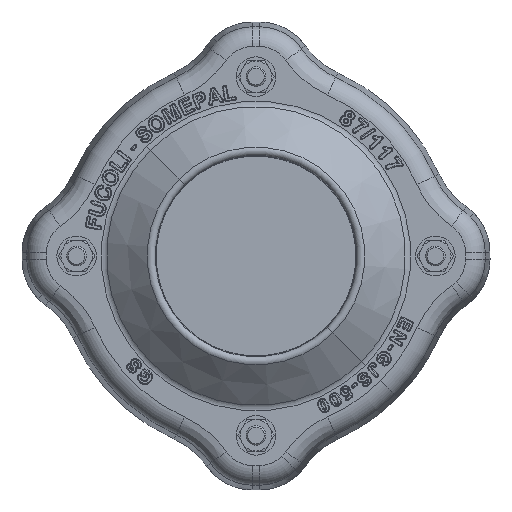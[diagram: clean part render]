
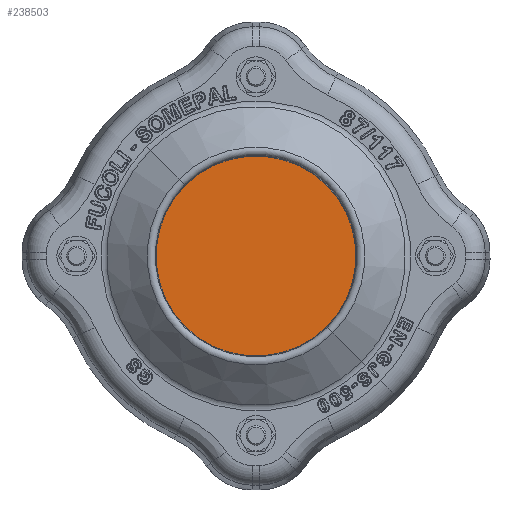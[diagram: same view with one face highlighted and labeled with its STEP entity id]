
A CAD part, left-side view. The second image highlights one B-rep face of the part: STEP entity #238503.
In plain terms, the highlighted planar face has unit normal (-1, 0, 0).
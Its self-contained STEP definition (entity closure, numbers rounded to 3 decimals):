
#10803 = CARTESIAN_POINT ( 'NONE',  ( -136.796, 0., 0. ) ) ;
#24554 = AXIS2_PLACEMENT_3D ( 'NONE', #31476, #184751, #53551 ) ;
#31476 = CARTESIAN_POINT ( 'NONE',  ( -136.796, 0., 0. ) ) ;
#34330 = VERTEX_POINT ( 'NONE', #85668 ) ;
#51068 = FACE_OUTER_BOUND ( 'NONE', #225264, .T. ) ;
#53551 = DIRECTION ( 'NONE',  ( 0., -1., 0. ) ) ;
#54866 = DIRECTION ( 'NONE',  ( 0., -1., 0. ) ) ;
#61221 = CIRCLE ( 'NONE', #131131, 60.5 ) ;
#77946 = VERTEX_POINT ( 'NONE', #206340 ) ;
#84719 = ORIENTED_EDGE ( 'NONE', *, *, #122899, .F. ) ;
#85668 = CARTESIAN_POINT ( 'NONE',  ( -136.796, 42.78, 42.78 ) ) ;
#93449 = DIRECTION ( 'NONE',  ( -1., 0., 0. ) ) ;
#115510 = DIRECTION ( 'NONE',  ( 0., -1., 0. ) ) ;
#122899 = EDGE_CURVE ( 'NONE', #34330, #77946, #61221, .T. ) ;
#131131 = AXIS2_PLACEMENT_3D ( 'NONE', #10803, #141026, #54866 ) ;
#136539 = CARTESIAN_POINT ( 'NONE',  ( -136.796, 0., 0. ) ) ;
#141026 = DIRECTION ( 'NONE',  ( 1., 0., 0. ) ) ;
#169651 = AXIS2_PLACEMENT_3D ( 'NONE', #136539, #93449, #115510 ) ;
#184751 = DIRECTION ( 'NONE',  ( 1., 0., 0. ) ) ;
#206340 = CARTESIAN_POINT ( 'NONE',  ( -136.796, -42.78, -42.78 ) ) ;
#212338 = CIRCLE ( 'NONE', #24554, 60.5 ) ;
#214650 = ORIENTED_EDGE ( 'NONE', *, *, #234247, .F. ) ;
#225264 = EDGE_LOOP ( 'NONE', ( #214650, #84719 ) ) ;
#234247 = EDGE_CURVE ( 'NONE', #77946, #34330, #212338, .T. ) ;
#238503 = ADVANCED_FACE ( 'NONE', ( #51068 ), #246668, .T. ) ;
#246668 = PLANE ( 'NONE',  #169651 ) ;
